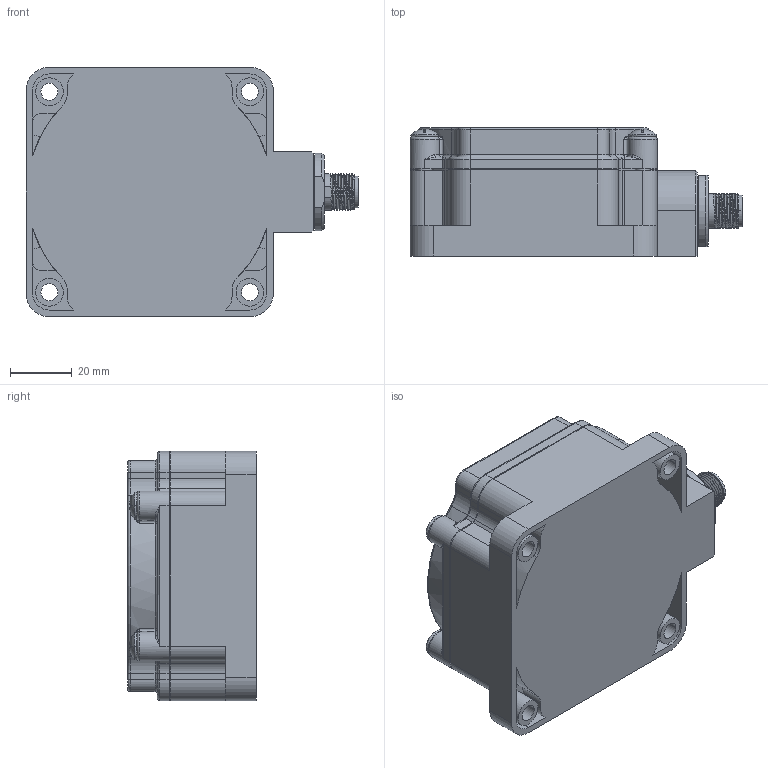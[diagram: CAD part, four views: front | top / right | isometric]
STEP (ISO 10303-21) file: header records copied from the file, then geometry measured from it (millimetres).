
FILE_DESCRIPTION((''),'2;1');
FILE_NAME('144866_SM01_ASM','2025-06-26T10:36:11',('banengservice'),('BANNER ENGINEERING'),'CREO PARAMETRIC BY PTC INC, 2022414','CREO PARAMETRIC BY PTC INC, 2022414','');
FILE_SCHEMA(('CONFIG_CONTROL_DESIGN'));
Length unit declared in the file: millimetre
Products named in the file (2): 144866_EP01; 144866_SM01_ASM
Assembly tree (1 placements, depth 2):
  144866_SM01_ASM
    144866_EP01
Bounding box: 107.59 x 41.65 x 80.85 mm (x, y, z)
Volume: 236614.2 mm3; surface area: 35300.8 mm2
Topology: 1 solids, 1 shells, 480 faces, 1218 edges, 766 vertices
Faces by surface type: cylinder 184, plane 174, torus 68, bspline 32, sphere 16, cone 6
Entity records: 19324 total; most frequent: CARTESIAN_POINT 7535, DIRECTION 2567, ORIENTED_EDGE 2436, EDGE_CURVE 1218, AXIS2_PLACEMENT_3D 1024, VERTEX_POINT 766, CIRCLE 573, EDGE_LOOP 522
